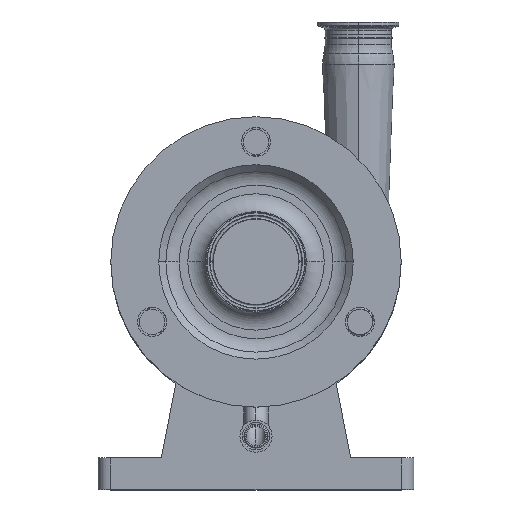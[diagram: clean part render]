
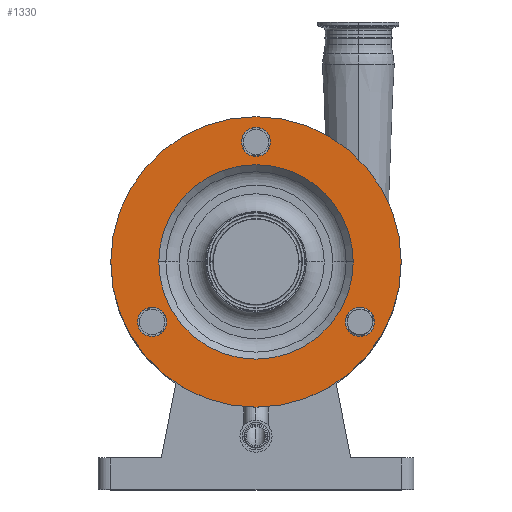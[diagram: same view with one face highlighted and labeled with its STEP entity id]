
A CAD part, top view. The second image highlights one B-rep face of the part: STEP entity #1330.
In plain terms, the highlighted planar face has unit normal (0, 0, 1).
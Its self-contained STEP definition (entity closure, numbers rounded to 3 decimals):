
#900 = EDGE_CURVE ( 'NONE', #3044, #3063, #5548, .T. ) ;
#901 = ORIENTED_EDGE ( 'NONE', *, *, #900, .F. ) ;
#1115 = EDGE_LOOP ( 'NONE', ( #1116, #1154 ) ) ;
#1116 = ORIENTED_EDGE ( 'NONE', *, *, #3262, .T. ) ;
#1117 = ORIENTED_EDGE ( 'NONE', *, *, #3089, .F. ) ;
#1141 = ORIENTED_EDGE ( 'NONE', *, *, #1332, .F. ) ;
#1151 = EDGE_LOOP ( 'NONE', ( #1158, #1153 ) ) ;
#1152 = EDGE_CURVE ( 'NONE', #3052, #3132, #6093, .T. ) ;
#1153 = ORIENTED_EDGE ( 'NONE', *, *, #3322, .F. ) ;
#1154 = ORIENTED_EDGE ( 'NONE', *, *, #1152, .T. ) ;
#1155 = EDGE_CURVE ( 'NONE', #3282, #3491, #6150, .T. ) ;
#1158 = ORIENTED_EDGE ( 'NONE', *, *, #1155, .F. ) ;
#1176 = ORIENTED_EDGE ( 'NONE', *, *, #3273, .F. ) ;
#1177 = ORIENTED_EDGE ( 'NONE', *, *, #3046, .F. ) ;
#1178 = EDGE_CURVE ( 'NONE', #3252, #3055, #6151, .T. ) ;
#1202 = EDGE_LOOP ( 'NONE', ( #1141, #1117 ) ) ;
#1330 = ADVANCED_FACE ( 'NONE', ( #6266, #6262, #6276, #6261, #6255 ), #6265, .F. ) ;
#1331 = ORIENTED_EDGE ( 'NONE', *, *, #1178, .F. ) ;
#1332 = EDGE_CURVE ( 'NONE', #3070, #3057, #6254, .T. ) ;
#1335 = EDGE_LOOP ( 'NONE', ( #1331, #1176 ) ) ;
#1340 = EDGE_LOOP ( 'NONE', ( #901, #1177 ) ) ;
#3044 = VERTEX_POINT ( 'NONE', #12735 ) ;
#3046 = EDGE_CURVE ( 'NONE', #3063, #3044, #12728, .T. ) ;
#3052 = VERTEX_POINT ( 'NONE', #12710 ) ;
#3055 = VERTEX_POINT ( 'NONE', #12709 ) ;
#3057 = VERTEX_POINT ( 'NONE', #12719 ) ;
#3063 = VERTEX_POINT ( 'NONE', #12708 ) ;
#3070 = VERTEX_POINT ( 'NONE', #12685 ) ;
#3089 = EDGE_CURVE ( 'NONE', #3057, #3070, #12576, .T. ) ;
#3132 = VERTEX_POINT ( 'NONE', #10056 ) ;
#3252 = VERTEX_POINT ( 'NONE', #10313 ) ;
#3262 = EDGE_CURVE ( 'NONE', #3132, #3052, #10246, .T. ) ;
#3273 = EDGE_CURVE ( 'NONE', #3055, #3252, #10167, .T. ) ;
#3282 = VERTEX_POINT ( 'NONE', #10164 ) ;
#3322 = EDGE_CURVE ( 'NONE', #3491, #3282, #10128, .T. ) ;
#3491 = VERTEX_POINT ( 'NONE', #10858 ) ;
#5525 = DIRECTION ( 'NONE',  ( -0.5, 0.866, 0. ) ) ;
#5526 = DIRECTION ( 'NONE',  ( 0., 0., 1. ) ) ;
#5527 = AXIS2_PLACEMENT_3D ( 'NONE', #5537, #5526, #5525 ) ;
#5537 = CARTESIAN_POINT ( 'NONE',  ( -82.272, -47.5, 215. ) ) ;
#5548 = CIRCLE ( 'NONE', #5527, 11.5 ) ;
#6007 = AXIS2_PLACEMENT_3D ( 'NONE', #6114, #6122, #6070 ) ;
#6059 = AXIS2_PLACEMENT_3D ( 'NONE', #6062, #6061, #6060 ) ;
#6060 = DIRECTION ( 'NONE',  ( 1., 0., 0. ) ) ;
#6061 = DIRECTION ( 'NONE',  ( 0., 0., 1. ) ) ;
#6062 = CARTESIAN_POINT ( 'NONE',  ( 0., 0., 215. ) ) ;
#6070 = DIRECTION ( 'NONE',  ( 1., 0., 0. ) ) ;
#6093 = CIRCLE ( 'NONE', #6007, 115. ) ;
#6114 = CARTESIAN_POINT ( 'NONE',  ( 0., 0., 215. ) ) ;
#6122 = DIRECTION ( 'NONE',  ( 0., 0., 1. ) ) ;
#6124 = DIRECTION ( 'NONE',  ( 1., 0., 0. ) ) ;
#6125 = DIRECTION ( 'NONE',  ( 0., 0., 1. ) ) ;
#6126 = CARTESIAN_POINT ( 'NONE',  ( 0., 95., 215. ) ) ;
#6127 = AXIS2_PLACEMENT_3D ( 'NONE', #6126, #6125, #6124 ) ;
#6150 = CIRCLE ( 'NONE', #6059, 77. ) ;
#6151 = CIRCLE ( 'NONE', #6127, 11.5 ) ;
#6245 = DIRECTION ( 'NONE',  ( -0.5, -0.866, 0. ) ) ;
#6246 = DIRECTION ( 'NONE',  ( 0., 0., 1. ) ) ;
#6249 = DIRECTION ( 'NONE',  ( -1., 0., 0. ) ) ;
#6253 = AXIS2_PLACEMENT_3D ( 'NONE', #6275, #6246, #6245 ) ;
#6254 = CIRCLE ( 'NONE', #6253, 11.5 ) ;
#6255 = FACE_BOUND ( 'NONE', #1151, .T. ) ;
#6259 = DIRECTION ( 'NONE',  ( 0., 0., -1. ) ) ;
#6260 = CARTESIAN_POINT ( 'NONE',  ( 0., 39., 215. ) ) ;
#6261 = FACE_OUTER_BOUND ( 'NONE', #1115, .T. ) ;
#6262 = FACE_BOUND ( 'NONE', #1340, .T. ) ;
#6265 = PLANE ( 'NONE',  #6284 ) ;
#6266 = FACE_BOUND ( 'NONE', #1202, .T. ) ;
#6275 = CARTESIAN_POINT ( 'NONE',  ( 82.272, -47.5, 215. ) ) ;
#6276 = FACE_BOUND ( 'NONE', #1335, .T. ) ;
#6284 = AXIS2_PLACEMENT_3D ( 'NONE', #6260, #6259, #6249 ) ;
#10056 = CARTESIAN_POINT ( 'NONE',  ( 115., 0., 215. ) ) ;
#10109 = DIRECTION ( 'NONE',  ( 1., 0., 0. ) ) ;
#10110 = DIRECTION ( 'NONE',  ( 0., 0., 1. ) ) ;
#10111 = CARTESIAN_POINT ( 'NONE',  ( 0., 0., 215. ) ) ;
#10121 = AXIS2_PLACEMENT_3D ( 'NONE', #10111, #10110, #10109 ) ;
#10128 = CIRCLE ( 'NONE', #10121, 77. ) ;
#10157 = DIRECTION ( 'NONE',  ( 1., 0., 0. ) ) ;
#10158 = AXIS2_PLACEMENT_3D ( 'NONE', #10297, #10165, #10157 ) ;
#10164 = CARTESIAN_POINT ( 'NONE',  ( 77., 0., 215. ) ) ;
#10165 = DIRECTION ( 'NONE',  ( 0., 0., 1. ) ) ;
#10167 = CIRCLE ( 'NONE', #10158, 11.5 ) ;
#10235 = AXIS2_PLACEMENT_3D ( 'NONE', #10245, #10305, #10304 ) ;
#10245 = CARTESIAN_POINT ( 'NONE',  ( 0., 0., 215. ) ) ;
#10246 = CIRCLE ( 'NONE', #10235, 115. ) ;
#10297 = CARTESIAN_POINT ( 'NONE',  ( 0., 95., 215. ) ) ;
#10304 = DIRECTION ( 'NONE',  ( 1., 0., 0. ) ) ;
#10305 = DIRECTION ( 'NONE',  ( 0., 0., 1. ) ) ;
#10313 = CARTESIAN_POINT ( 'NONE',  ( 11.5, 95., 215. ) ) ;
#10858 = CARTESIAN_POINT ( 'NONE',  ( -77., 0., 215. ) ) ;
#12571 = AXIS2_PLACEMENT_3D ( 'NONE', #12597, #12596, #12595 ) ;
#12576 = CIRCLE ( 'NONE', #12571, 11.5 ) ;
#12595 = DIRECTION ( 'NONE',  ( -0.5, -0.866, 0. ) ) ;
#12596 = DIRECTION ( 'NONE',  ( 0., 0., 1. ) ) ;
#12597 = CARTESIAN_POINT ( 'NONE',  ( 82.272, -47.5, 215. ) ) ;
#12685 = CARTESIAN_POINT ( 'NONE',  ( 76.522, -57.459, 215. ) ) ;
#12708 = CARTESIAN_POINT ( 'NONE',  ( -76.522, -57.459, 215. ) ) ;
#12709 = CARTESIAN_POINT ( 'NONE',  ( -11.5, 95., 215. ) ) ;
#12710 = CARTESIAN_POINT ( 'NONE',  ( -115., 0., 215. ) ) ;
#12719 = CARTESIAN_POINT ( 'NONE',  ( 88.022, -37.541, 215. ) ) ;
#12720 = DIRECTION ( 'NONE',  ( -0.5, 0.866, 0. ) ) ;
#12721 = DIRECTION ( 'NONE',  ( 0., 0., 1. ) ) ;
#12722 = AXIS2_PLACEMENT_3D ( 'NONE', #12760, #12721, #12720 ) ;
#12728 = CIRCLE ( 'NONE', #12722, 11.5 ) ;
#12735 = CARTESIAN_POINT ( 'NONE',  ( -88.022, -37.541, 215. ) ) ;
#12760 = CARTESIAN_POINT ( 'NONE',  ( -82.272, -47.5, 215. ) ) ;
